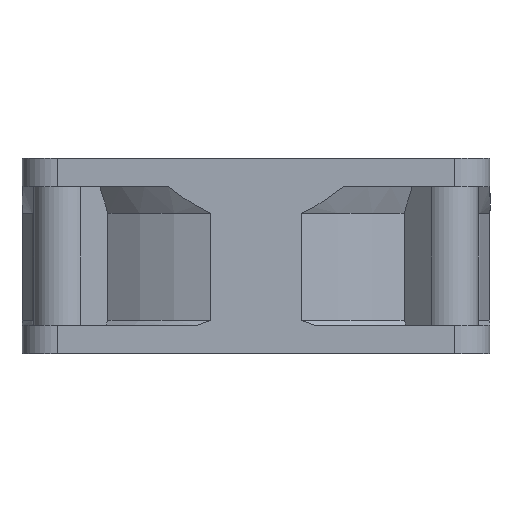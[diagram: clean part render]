
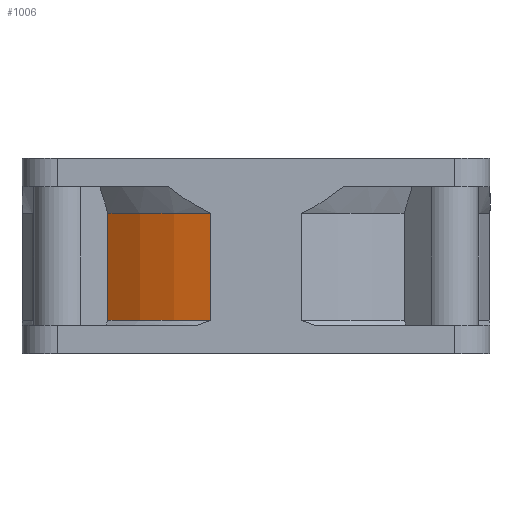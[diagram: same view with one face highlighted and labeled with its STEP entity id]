
A CAD part, front view. The second image highlights one B-rep face of the part: STEP entity #1006.
In plain terms, the highlighted cylindrical face has radius 30.55 mm (diameter 61.1 mm), a partial arc.
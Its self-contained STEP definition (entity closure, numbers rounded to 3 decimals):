
#132 = VERTEX_POINT ( 'NONE', #9812 ) ;
#158 = ORIENTED_EDGE ( 'NONE', *, *, #14519, .F. ) ;
#200 = VERTEX_POINT ( 'NONE', #12456 ) ;
#364 = DIRECTION ( 'NONE',  ( 0., 0., 1. ) ) ;
#601 = DIRECTION ( 'NONE',  ( 1., 0., 0. ) ) ;
#1006 = ADVANCED_FACE ( 'NONE', ( #8156 ), #6854, .T. ) ;
#1023 = VECTOR ( 'NONE', #10795, 1000. ) ;
#1633 = LINE ( 'NONE', #8933, #2608 ) ;
#1728 = CARTESIAN_POINT ( 'NONE',  ( 0., 0., 4.235 ) ) ;
#1953 = CARTESIAN_POINT ( 'NONE',  ( 0., 0., 17.976 ) ) ;
#2059 = DIRECTION ( 'NONE',  ( 1., 0., 0. ) ) ;
#2608 = VECTOR ( 'NONE', #6496, 1000. ) ;
#2794 = ORIENTED_EDGE ( 'NONE', *, *, #14435, .T. ) ;
#3390 = EDGE_LOOP ( 'NONE', ( #158, #12398, #2794, #4270 ) ) ;
#4270 = ORIENTED_EDGE ( 'NONE', *, *, #12099, .T. ) ;
#4271 = CARTESIAN_POINT ( 'NONE',  ( -5.771, -30., 4.235 ) ) ;
#4406 = AXIS2_PLACEMENT_3D ( 'NONE', #1728, #364, #601 ) ;
#6496 = DIRECTION ( 'NONE',  ( 0., 0., 1. ) ) ;
#6827 = DIRECTION ( 'NONE',  ( 1., 0., 0. ) ) ;
#6854 = CYLINDRICAL_SURFACE ( 'NONE', #8072, 30.55 ) ;
#7324 = LINE ( 'NONE', #12247, #1023 ) ;
#8072 = AXIS2_PLACEMENT_3D ( 'NONE', #11632, #10418, #2059 ) ;
#8156 = FACE_OUTER_BOUND ( 'NONE', #3390, .T. ) ;
#8804 = VERTEX_POINT ( 'NONE', #13663 ) ;
#8933 = CARTESIAN_POINT ( 'NONE',  ( -18.985, -23.935, 0. ) ) ;
#9553 = CIRCLE ( 'NONE', #4406, 30.55 ) ;
#9812 = CARTESIAN_POINT ( 'NONE',  ( -18.985, -23.935, 4.235 ) ) ;
#10418 = DIRECTION ( 'NONE',  ( 0., 0., 1. ) ) ;
#10795 = DIRECTION ( 'NONE',  ( 0., 0., 1. ) ) ;
#11632 = CARTESIAN_POINT ( 'NONE',  ( 0., 0., 0. ) ) ;
#12099 = EDGE_CURVE ( 'NONE', #13796, #200, #7324, .T. ) ;
#12247 = CARTESIAN_POINT ( 'NONE',  ( -5.771, -30., 0. ) ) ;
#12398 = ORIENTED_EDGE ( 'NONE', *, *, #13553, .F. ) ;
#12456 = CARTESIAN_POINT ( 'NONE',  ( -5.771, -30., 17.976 ) ) ;
#13159 = CIRCLE ( 'NONE', #15449, 30.55 ) ;
#13553 = EDGE_CURVE ( 'NONE', #132, #8804, #1633, .T. ) ;
#13663 = CARTESIAN_POINT ( 'NONE',  ( -18.985, -23.935, 17.976 ) ) ;
#13796 = VERTEX_POINT ( 'NONE', #4271 ) ;
#14435 = EDGE_CURVE ( 'NONE', #132, #13796, #9553, .T. ) ;
#14519 = EDGE_CURVE ( 'NONE', #8804, #200, #13159, .T. ) ;
#15449 = AXIS2_PLACEMENT_3D ( 'NONE', #1953, #15517, #6827 ) ;
#15517 = DIRECTION ( 'NONE',  ( 0., 0., 1. ) ) ;
